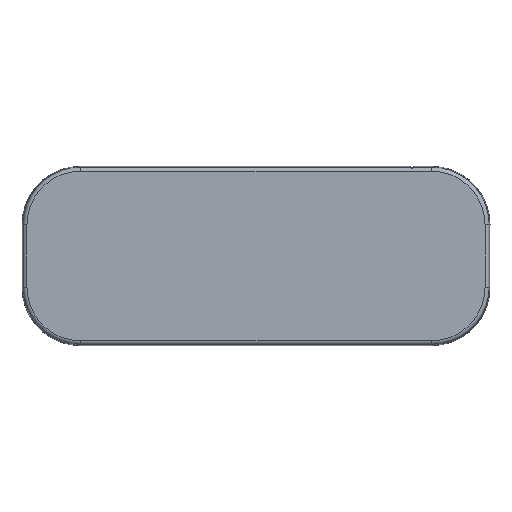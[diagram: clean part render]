
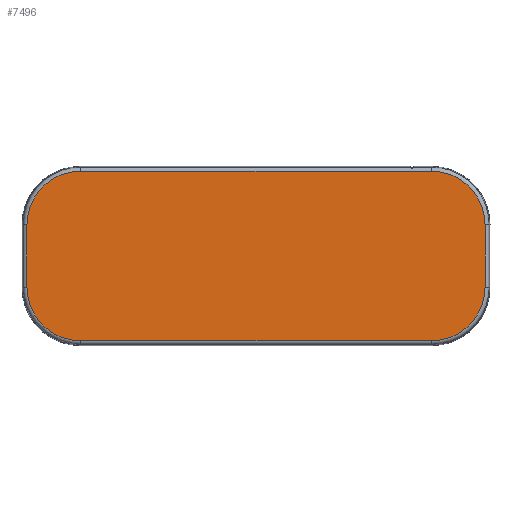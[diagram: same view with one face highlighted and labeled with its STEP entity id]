
A CAD part, left-side view. The second image highlights one B-rep face of the part: STEP entity #7496.
In plain terms, the highlighted planar face has unit normal (-1, 0, 0).
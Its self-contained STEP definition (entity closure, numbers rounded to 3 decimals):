
#2183=DIRECTION('',(0.,1.,0.));
#2184=VECTOR('',#2183,45.);
#2185=CARTESIAN_POINT('',(-20.2,7.507,10.863));
#2186=LINE('',#2185,#2184);
#2212=CARTESIAN_POINT('',(-20.2,52.507,4.));
#2213=DIRECTION('',(1.,0.,0.));
#2214=DIRECTION('',(0.,1.,0.));
#2215=AXIS2_PLACEMENT_3D('',#2212,#2213,#2214);
#2217=CARTESIAN_POINT('',(-20.2,7.507,4.));
#2218=DIRECTION('',(1.,0.,0.));
#2219=DIRECTION('',(0.,0.,1.));
#2220=AXIS2_PLACEMENT_3D('',#2217,#2218,#2219);
#2222=CARTESIAN_POINT('',(-20.2,7.507,-4.));
#2223=DIRECTION('',(1.,0.,0.));
#2224=DIRECTION('',(0.,-1.,0.));
#2225=AXIS2_PLACEMENT_3D('',#2222,#2223,#2224);
#2227=CARTESIAN_POINT('',(-20.2,52.507,-4.));
#2228=DIRECTION('',(1.,0.,0.));
#2229=DIRECTION('',(0.,0.,-1.));
#2230=AXIS2_PLACEMENT_3D('',#2227,#2228,#2229);
#2247=DIRECTION('',(0.,0.,-1.));
#2248=VECTOR('',#2247,8.);
#2249=CARTESIAN_POINT('',(-20.2,59.37,4.));
#2250=LINE('',#2249,#2248);
#2270=DIRECTION('',(0.,-1.,0.));
#2271=VECTOR('',#2270,45.);
#2272=CARTESIAN_POINT('',(-20.2,52.507,-10.863));
#2273=LINE('',#2272,#2271);
#2293=DIRECTION('',(0.,0.,1.));
#2294=VECTOR('',#2293,8.);
#2295=CARTESIAN_POINT('',(-20.2,0.644,-4.));
#2296=LINE('',#2295,#2294);
#2684=CARTESIAN_POINT('',(-20.2,59.37,4.));
#2685=CARTESIAN_POINT('',(-20.2,52.507,10.863));
#2686=VERTEX_POINT('',#2684);
#2687=VERTEX_POINT('',#2685);
#2688=CARTESIAN_POINT('',(-20.2,7.507,10.863));
#2689=VERTEX_POINT('',#2688);
#2690=CARTESIAN_POINT('',(-20.2,0.644,4.));
#2691=VERTEX_POINT('',#2690);
#2692=CARTESIAN_POINT('',(-20.2,0.644,-4.));
#2693=VERTEX_POINT('',#2692);
#2694=CARTESIAN_POINT('',(-20.2,7.507,-10.863));
#2695=VERTEX_POINT('',#2694);
#2696=CARTESIAN_POINT('',(-20.2,52.507,-10.863));
#2697=VERTEX_POINT('',#2696);
#2698=CARTESIAN_POINT('',(-20.2,59.37,-4.));
#2699=VERTEX_POINT('',#2698);
#7475=CARTESIAN_POINT('',(-20.2,30.007,0.));
#7476=DIRECTION('',(1.,0.,0.));
#7477=DIRECTION('',(0.,-1.,0.));
#7478=AXIS2_PLACEMENT_3D('',#7475,#7476,#7477);
#7479=PLANE('',#7478);
#7481=ORIENTED_EDGE('',*,*,#7480,.T.);
#7482=ORIENTED_EDGE('',*,*,#7426,.F.);
#7483=ORIENTED_EDGE('',*,*,#7453,.T.);
#7485=ORIENTED_EDGE('',*,*,#7484,.F.);
#7487=ORIENTED_EDGE('',*,*,#7486,.T.);
#7489=ORIENTED_EDGE('',*,*,#7488,.F.);
#7491=ORIENTED_EDGE('',*,*,#7490,.T.);
#7493=ORIENTED_EDGE('',*,*,#7492,.F.);
#7494=EDGE_LOOP('',(#7481,#7482,#7483,#7485,#7487,#7489,#7491,#7493));
#7495=FACE_OUTER_BOUND('',#7494,.F.);
#7496=ADVANCED_FACE('',(#7495),#7479,.F.);
#2216=CIRCLE('',#2215,6.863);
#2221=CIRCLE('',#2220,6.863);
#2226=CIRCLE('',#2225,6.863);
#2231=CIRCLE('',#2230,6.863);
#7426=EDGE_CURVE('',#2689,#2687,#2186,.T.);
#7453=EDGE_CURVE('',#2689,#2691,#2221,.T.);
#7480=EDGE_CURVE('',#2686,#2687,#2216,.T.);
#7484=EDGE_CURVE('',#2693,#2691,#2296,.T.);
#7486=EDGE_CURVE('',#2693,#2695,#2226,.T.);
#7488=EDGE_CURVE('',#2697,#2695,#2273,.T.);
#7490=EDGE_CURVE('',#2697,#2699,#2231,.T.);
#7492=EDGE_CURVE('',#2686,#2699,#2250,.T.);
